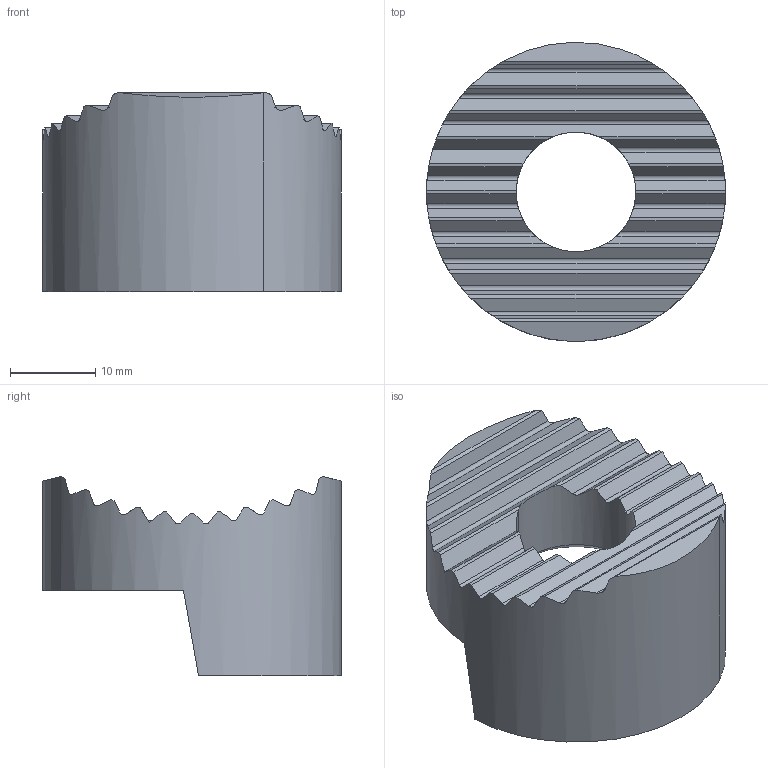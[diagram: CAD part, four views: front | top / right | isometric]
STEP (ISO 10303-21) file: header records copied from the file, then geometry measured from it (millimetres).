
FILE_DESCRIPTION(('CATIA V5 STEP Exchange'),'2;1');
FILE_NAME('TeteArbre_Pivotal1.stp','2020-11-23T11:03:37+00:00',('none'),('none'),'Version 5-6 Release 2013','CATIA V5 STEP AP203','none');
FILE_SCHEMA(('CONFIG_CONTROL_DESIGN'));
Length unit declared in the file: millimetre
Products named in the file (1): TeteArbre_Pivotal1
Bounding box: 35 x 35 x 23.32 mm (x, y, z)
Volume: 11347.1 mm3; surface area: 4499.3 mm2
Topology: 1 solids, 1 shells, 72 faces, 229 edges, 158 vertices
Faces by surface type: cylinder 35, plane 34, cone 3
Entity records: 2663 total; most frequent: CARTESIAN_POINT 932, ORIENTED_EDGE 458, EDGE_CURVE 229, DIRECTION 195, VERTEX_POINT 158, B_SPLINE_CURVE_WITH_KNOTS 132, VECTOR 83, LINE 83
